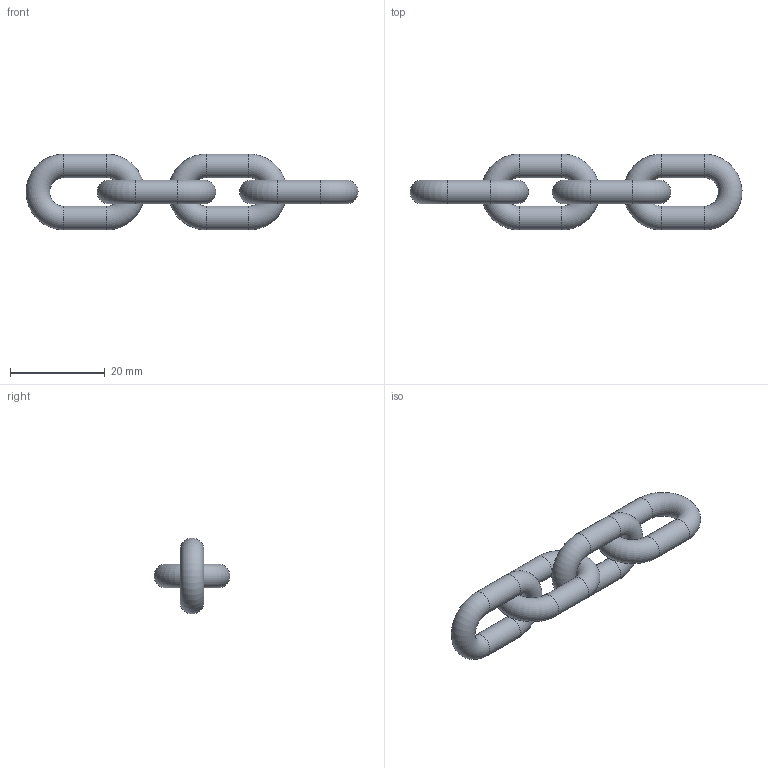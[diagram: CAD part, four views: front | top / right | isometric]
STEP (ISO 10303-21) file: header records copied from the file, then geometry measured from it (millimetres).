
FILE_DESCRIPTION(/* description */ (''),/* implementation_level */ '2;1');
FILE_NAME(/* name */ 'pewag_WOX-S_5x15-6.stp',/* time_stamp */ '2022-07-04T09:41:13+02:00',/* author */ (''),/* organization */ (''),/* preprocessor_version */ 'ST-DEVELOPER v16',/* originating_system */ 'SIEMENS PLM Software NX 11.0',/* authorisation */ '');
FILE_SCHEMA (('AUTOMOTIVE_DESIGN { 1 0 10303 214 3 1 1 1 }'));
Length unit declared in the file: millimetre
Products named in the file (1): KSE45005245hhgs
Bounding box: 70 x 16 x 16 mm (x, y, z)
Volume: 4127.9 mm3; surface area: 3302.3 mm2
Topology: 4 solids, 4 shells, 16 faces, 32 edges, 16 vertices
Faces by surface type: cylinder 8, torus 8
Full cylindrical faces by diameter (mm): 5 x8
Entity records: 387 total; most frequent: DIRECTION 66, CARTESIAN_POINT 49, AXIS2_PLACEMENT_3D 33, FACE_BOUND 32, EDGE_LOOP 32, ORIENTED_EDGE 32, ADVANCED_FACE 16, VERTEX_POINT 16
